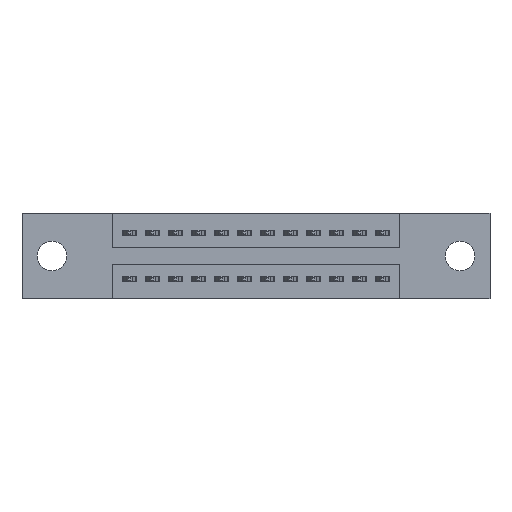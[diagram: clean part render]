
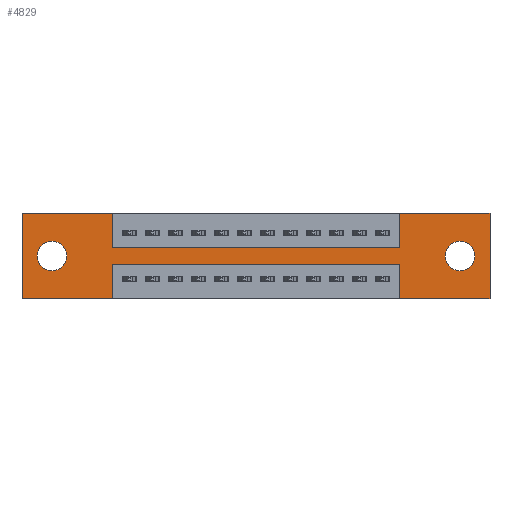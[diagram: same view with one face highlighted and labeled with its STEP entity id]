
A CAD part, front view. The second image highlights one B-rep face of the part: STEP entity #4829.
In plain terms, the highlighted planar face has unit normal (0, -1, 0).
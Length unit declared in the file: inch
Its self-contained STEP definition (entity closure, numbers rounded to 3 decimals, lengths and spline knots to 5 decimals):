
#55 = CARTESIAN_POINT ( 'NONE',  ( 0., 0., 0. ) ) ;
#230 = ORIENTED_EDGE ( 'NONE', *, *, #6424, .F. ) ;
#276 = VERTEX_POINT ( 'NONE', #10208 ) ;
#438 = CARTESIAN_POINT ( 'NONE',  ( 0.13, 0., -0.185 ) ) ;
#568 = EDGE_LOOP ( 'NONE', ( #230, #6800, #12593, #9012, #6982, #9385, #12862, #8307, #11755, #8148, #8579, #12755 ) ) ;
#610 = EDGE_CURVE ( 'NONE', #4530, #11370, #7534, .T. ) ;
#941 = AXIS2_PLACEMENT_3D ( 'NONE', #4645, #11825, #5684 ) ;
#946 = CARTESIAN_POINT ( 'NONE',  ( 0.3925, 0., -0.15 ) ) ;
#1062 = DIRECTION ( 'NONE',  ( 1., 0., 0. ) ) ;
#1408 = LINE ( 'NONE', #11512, #8547 ) ;
#1515 = DIRECTION ( 'NONE',  ( 0., 0., 1. ) ) ;
#1549 = EDGE_CURVE ( 'NONE', #12012, #2179, #10255, .T. ) ;
#1693 = LINE ( 'NONE', #2710, #12430 ) ;
#1759 = FACE_BOUND ( 'NONE', #2115, .T. ) ;
#1798 = VECTOR ( 'NONE', #10175, 39.37008 ) ;
#1976 = PLANE ( 'NONE',  #10220 ) ;
#2027 = CARTESIAN_POINT ( 'NONE',  ( 1.905, 0., -0.121 ) ) ;
#2115 = EDGE_LOOP ( 'NONE', ( #5163, #3342 ) ) ;
#2179 = VERTEX_POINT ( 'NONE', #6355 ) ;
#2188 = VECTOR ( 'NONE', #12930, 39.37008 ) ;
#2196 = VERTEX_POINT ( 'NONE', #5377 ) ;
#2272 = VERTEX_POINT ( 'NONE', #4778 ) ;
#2285 = DIRECTION ( 'NONE',  ( 0., 0., -1. ) ) ;
#2324 = EDGE_CURVE ( 'NONE', #7781, #2196, #12400, .T. ) ;
#2469 = VERTEX_POINT ( 'NONE', #2568 ) ;
#2568 = CARTESIAN_POINT ( 'NONE',  ( 2.035, 0., 0. ) ) ;
#2710 = CARTESIAN_POINT ( 'NONE',  ( 0.3925, 0., 0. ) ) ;
#3063 = AXIS2_PLACEMENT_3D ( 'NONE', #438, #7880, #1515 ) ;
#3093 = VERTEX_POINT ( 'NONE', #5702 ) ;
#3342 = ORIENTED_EDGE ( 'NONE', *, *, #610, .T. ) ;
#3661 = CARTESIAN_POINT ( 'NONE',  ( 0.3925, 0., -0.37 ) ) ;
#3784 = CARTESIAN_POINT ( 'NONE',  ( 0.3925, 0., 0. ) ) ;
#3849 = VECTOR ( 'NONE', #9912, 39.37008 ) ;
#4058 = DIRECTION ( 'NONE',  ( 0., 0., 1. ) ) ;
#4103 = CARTESIAN_POINT ( 'NONE',  ( 1.6425, 0., -0.37 ) ) ;
#4162 = CARTESIAN_POINT ( 'NONE',  ( 0., 0., -0.37 ) ) ;
#4173 = ORIENTED_EDGE ( 'NONE', *, *, #12567, .T. ) ;
#4232 = EDGE_LOOP ( 'NONE', ( #4173, #4512 ) ) ;
#4315 = EDGE_CURVE ( 'NONE', #2272, #4950, #5954, .T. ) ;
#4512 = ORIENTED_EDGE ( 'NONE', *, *, #12090, .T. ) ;
#4530 = VERTEX_POINT ( 'NONE', #12895 ) ;
#4571 = CARTESIAN_POINT ( 'NONE',  ( 0.3925, 0., -0.22 ) ) ;
#4645 = CARTESIAN_POINT ( 'NONE',  ( 1.905, 0., -0.185 ) ) ;
#4714 = CARTESIAN_POINT ( 'NONE',  ( 0.13, 0., -0.185 ) ) ;
#4760 = DIRECTION ( 'NONE',  ( 0., 1., 0. ) ) ;
#4778 = CARTESIAN_POINT ( 'NONE',  ( 0.3925, 0., -0.15 ) ) ;
#4829 = ADVANCED_FACE ( 'NONE', ( #10164, #1759, #12484 ), #1976, .T. ) ;
#4930 = EDGE_CURVE ( 'NONE', #8134, #2469, #1408, .T. ) ;
#4950 = VERTEX_POINT ( 'NONE', #12532 ) ;
#5074 = LINE ( 'NONE', #8612, #10587 ) ;
#5107 = VECTOR ( 'NONE', #10972, 39.37008 ) ;
#5163 = ORIENTED_EDGE ( 'NONE', *, *, #9234, .T. ) ;
#5257 = VECTOR ( 'NONE', #11990, 39.37008 ) ;
#5377 = CARTESIAN_POINT ( 'NONE',  ( 1.6425, 0., -0.22 ) ) ;
#5619 = DIRECTION ( 'NONE',  ( 0., 0., 1. ) ) ;
#5684 = DIRECTION ( 'NONE',  ( 0., 0., -1. ) ) ;
#5702 = CARTESIAN_POINT ( 'NONE',  ( 2.035, 0., -0.37 ) ) ;
#5954 = LINE ( 'NONE', #946, #10803 ) ;
#5976 = DIRECTION ( 'NONE',  ( 0., 1., 0. ) ) ;
#6040 = AXIS2_PLACEMENT_3D ( 'NONE', #4714, #4760, #5619 ) ;
#6194 = VERTEX_POINT ( 'NONE', #10399 ) ;
#6258 = DIRECTION ( 'NONE',  ( 0., 0., -1. ) ) ;
#6355 = CARTESIAN_POINT ( 'NONE',  ( 0., 0., 0. ) ) ;
#6424 = EDGE_CURVE ( 'NONE', #8615, #276, #9723, .T. ) ;
#6580 = EDGE_CURVE ( 'NONE', #2196, #8615, #7453, .T. ) ;
#6745 = VERTEX_POINT ( 'NONE', #2027 ) ;
#6789 = CARTESIAN_POINT ( 'NONE',  ( 0., 0., -0.37 ) ) ;
#6800 = ORIENTED_EDGE ( 'NONE', *, *, #6580, .F. ) ;
#6822 = CARTESIAN_POINT ( 'NONE',  ( 0., 0., -0.37 ) ) ;
#6940 = CARTESIAN_POINT ( 'NONE',  ( 1.6425, 0., 0. ) ) ;
#6982 = ORIENTED_EDGE ( 'NONE', *, *, #10545, .F. ) ;
#6985 = VECTOR ( 'NONE', #4058, 39.37008 ) ;
#7173 = VERTEX_POINT ( 'NONE', #3784 ) ;
#7349 = EDGE_CURVE ( 'NONE', #3093, #7781, #9377, .T. ) ;
#7453 = LINE ( 'NONE', #8058, #1798 ) ;
#7534 = CIRCLE ( 'NONE', #6040, 0.064 ) ;
#7535 = DIRECTION ( 'NONE',  ( 1., 0., 0. ) ) ;
#7781 = VERTEX_POINT ( 'NONE', #13463 ) ;
#7880 = DIRECTION ( 'NONE',  ( 0., 1., 0. ) ) ;
#8058 = CARTESIAN_POINT ( 'NONE',  ( 0.3925, 0., -0.22 ) ) ;
#8134 = VERTEX_POINT ( 'NONE', #6940 ) ;
#8148 = ORIENTED_EDGE ( 'NONE', *, *, #13378, .F. ) ;
#8307 = ORIENTED_EDGE ( 'NONE', *, *, #4315, .F. ) ;
#8354 = LINE ( 'NONE', #11003, #5257 ) ;
#8547 = VECTOR ( 'NONE', #12656, 39.37008 ) ;
#8579 = ORIENTED_EDGE ( 'NONE', *, *, #1549, .F. ) ;
#8612 = CARTESIAN_POINT ( 'NONE',  ( 2.035, 0., 0. ) ) ;
#8615 = VERTEX_POINT ( 'NONE', #4571 ) ;
#9012 = ORIENTED_EDGE ( 'NONE', *, *, #7349, .F. ) ;
#9029 = DIRECTION ( 'NONE',  ( 0., 0., -1. ) ) ;
#9234 = EDGE_CURVE ( 'NONE', #11370, #4530, #10624, .T. ) ;
#9256 = EDGE_CURVE ( 'NONE', #276, #12012, #13248, .T. ) ;
#9279 = AXIS2_PLACEMENT_3D ( 'NONE', #12106, #5976, #13099 ) ;
#9377 = LINE ( 'NONE', #11241, #11726 ) ;
#9385 = ORIENTED_EDGE ( 'NONE', *, *, #4930, .F. ) ;
#9612 = CIRCLE ( 'NONE', #941, 0.064 ) ;
#9723 = LINE ( 'NONE', #3661, #3849 ) ;
#9898 = EDGE_CURVE ( 'NONE', #4950, #8134, #8354, .T. ) ;
#9912 = DIRECTION ( 'NONE',  ( 0., 0., -1. ) ) ;
#10164 = FACE_BOUND ( 'NONE', #4232, .T. ) ;
#10175 = DIRECTION ( 'NONE',  ( -1., 0., 0. ) ) ;
#10208 = CARTESIAN_POINT ( 'NONE',  ( 0.3925, 0., -0.37 ) ) ;
#10220 = AXIS2_PLACEMENT_3D ( 'NONE', #4162, #12377, #6258 ) ;
#10255 = LINE ( 'NONE', #12844, #2188 ) ;
#10399 = CARTESIAN_POINT ( 'NONE',  ( 1.905, 0., -0.249 ) ) ;
#10545 = EDGE_CURVE ( 'NONE', #2469, #3093, #5074, .T. ) ;
#10551 = VECTOR ( 'NONE', #7535, 39.37008 ) ;
#10587 = VECTOR ( 'NONE', #2285, 39.37008 ) ;
#10624 = CIRCLE ( 'NONE', #3063, 0.064 ) ;
#10803 = VECTOR ( 'NONE', #1062, 39.37008 ) ;
#10824 = EDGE_CURVE ( 'NONE', #7173, #2272, #1693, .T. ) ;
#10891 = CIRCLE ( 'NONE', #9279, 0.064 ) ;
#10972 = DIRECTION ( 'NONE',  ( -1., 0., 0. ) ) ;
#11003 = CARTESIAN_POINT ( 'NONE',  ( 1.6425, 0., 0. ) ) ;
#11241 = CARTESIAN_POINT ( 'NONE',  ( 0., 0., -0.37 ) ) ;
#11370 = VERTEX_POINT ( 'NONE', #12939 ) ;
#11512 = CARTESIAN_POINT ( 'NONE',  ( 0., 0., 0. ) ) ;
#11726 = VECTOR ( 'NONE', #12234, 39.37008 ) ;
#11755 = ORIENTED_EDGE ( 'NONE', *, *, #10824, .F. ) ;
#11825 = DIRECTION ( 'NONE',  ( 0., 1., 0. ) ) ;
#11990 = DIRECTION ( 'NONE',  ( 0., 0., 1. ) ) ;
#12012 = VERTEX_POINT ( 'NONE', #6789 ) ;
#12090 = EDGE_CURVE ( 'NONE', #6194, #6745, #10891, .T. ) ;
#12106 = CARTESIAN_POINT ( 'NONE',  ( 1.905, 0., -0.185 ) ) ;
#12234 = DIRECTION ( 'NONE',  ( -1., 0., 0. ) ) ;
#12377 = DIRECTION ( 'NONE',  ( 0., -1., 0. ) ) ;
#12400 = LINE ( 'NONE', #4103, #6985 ) ;
#12430 = VECTOR ( 'NONE', #9029, 39.37008 ) ;
#12484 = FACE_OUTER_BOUND ( 'NONE', #568, .T. ) ;
#12532 = CARTESIAN_POINT ( 'NONE',  ( 1.6425, 0., -0.15 ) ) ;
#12567 = EDGE_CURVE ( 'NONE', #6745, #6194, #9612, .T. ) ;
#12593 = ORIENTED_EDGE ( 'NONE', *, *, #2324, .F. ) ;
#12656 = DIRECTION ( 'NONE',  ( 1., 0., 0. ) ) ;
#12755 = ORIENTED_EDGE ( 'NONE', *, *, #9256, .F. ) ;
#12844 = CARTESIAN_POINT ( 'NONE',  ( 0., 0., 0. ) ) ;
#12857 = LINE ( 'NONE', #55, #10551 ) ;
#12862 = ORIENTED_EDGE ( 'NONE', *, *, #9898, .F. ) ;
#12895 = CARTESIAN_POINT ( 'NONE',  ( 0.13, 0., -0.249 ) ) ;
#12930 = DIRECTION ( 'NONE',  ( 0., 0., 1. ) ) ;
#12939 = CARTESIAN_POINT ( 'NONE',  ( 0.13, 0., -0.121 ) ) ;
#13099 = DIRECTION ( 'NONE',  ( 0., 0., -1. ) ) ;
#13248 = LINE ( 'NONE', #6822, #5107 ) ;
#13378 = EDGE_CURVE ( 'NONE', #2179, #7173, #12857, .T. ) ;
#13463 = CARTESIAN_POINT ( 'NONE',  ( 1.6425, 0., -0.37 ) ) ;
